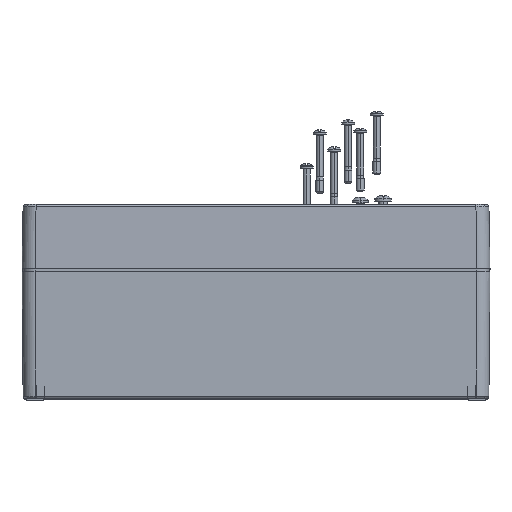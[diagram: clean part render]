
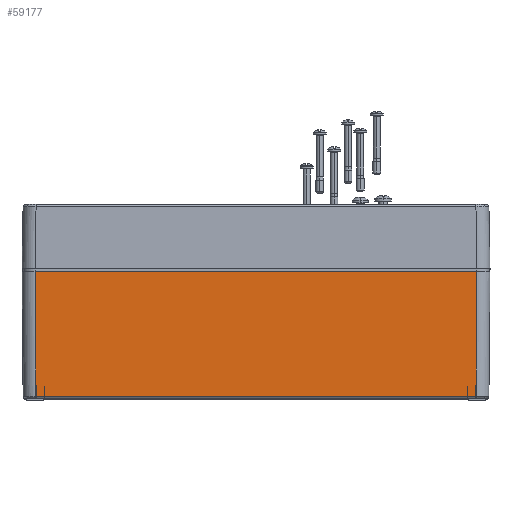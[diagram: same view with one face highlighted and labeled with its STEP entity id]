
A CAD part, top view. The second image highlights one B-rep face of the part: STEP entity #59177.
In plain terms, the highlighted planar face has unit normal (0, -0.008, 1).
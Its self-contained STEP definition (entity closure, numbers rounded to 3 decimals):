
#16034 = VERTEX_POINT ( 'NONE', #23243 ) ;
#23243 = CARTESIAN_POINT ( 'NONE',  ( -169.155, -100.017, 99.155 ) ) ;
#58924 = VERTEX_POINT ( 'NONE', #62752 ) ;
#58927 = EDGE_CURVE ( 'NONE', #58924, #58928, #62872, .T. ) ;
#58928 = VERTEX_POINT ( 'NONE', #62866 ) ;
#59177 = ADVANCED_FACE ( 'NONE', ( #64322 ), #64320, .T. ) ;
#59179 = EDGE_LOOP ( 'NONE', ( #59291, #59296, #59299, #59302 ) ) ;
#59291 = ORIENTED_EDGE ( 'NONE', *, *, #59293, .T. ) ;
#59293 = EDGE_CURVE ( 'NONE', #58924, #16034, #64603, .T. ) ;
#59296 = ORIENTED_EDGE ( 'NONE', *, *, #59297, .T. ) ;
#59297 = EDGE_CURVE ( 'NONE', #16034, #59298, #64593, .T. ) ;
#59298 = VERTEX_POINT ( 'NONE', #64585 ) ;
#59299 = ORIENTED_EDGE ( 'NONE', *, *, #59300, .T. ) ;
#59300 = EDGE_CURVE ( 'NONE', #59298, #58928, #64729, .T. ) ;
#59302 = ORIENTED_EDGE ( 'NONE', *, *, #58927, .F. ) ;
#62752 = CARTESIAN_POINT ( 'NONE',  ( -169.967, -4., 99.966 ) ) ;
#62866 = CARTESIAN_POINT ( 'NONE',  ( 169.967, -4., 99.966 ) ) ;
#62867 = DIRECTION ( 'NONE',  ( 1., 0., 0. ) ) ;
#62869 = VECTOR ( 'NONE', #62867, 1000. ) ;
#62871 = CARTESIAN_POINT ( 'NONE',  ( -180., -4., 99.966 ) ) ;
#62872 = LINE ( 'NONE', #62871, #62869 ) ;
#64311 = DIRECTION ( 'NONE',  ( 0., -1., -0.008 ) ) ;
#64313 = DIRECTION ( 'NONE',  ( 0., -0.008, 1. ) ) ;
#64315 = AXIS2_PLACEMENT_3D ( 'NONE', #64319, #64313, #64311 ) ;
#64319 = CARTESIAN_POINT ( 'NONE',  ( -180., 0., 100. ) ) ;
#64320 = PLANE ( 'NONE',  #64315 ) ;
#64322 = FACE_OUTER_BOUND ( 'NONE', #59179, .T. ) ;
#64585 = CARTESIAN_POINT ( 'NONE',  ( 169.155, -100.017, 99.155 ) ) ;
#64587 = DIRECTION ( 'NONE',  ( 1., 0., 0. ) ) ;
#64589 = VECTOR ( 'NONE', #64587, 1000. ) ;
#64591 = CARTESIAN_POINT ( 'NONE',  ( -180., -100.017, 99.155 ) ) ;
#64593 = LINE ( 'NONE', #64591, #64589 ) ;
#64597 = DIRECTION ( 'NONE',  ( 0.008, -1., -0.008 ) ) ;
#64599 = VECTOR ( 'NONE', #64597, 1000. ) ;
#64601 = CARTESIAN_POINT ( 'NONE',  ( -170.001, 0.084, 100.001 ) ) ;
#64603 = LINE ( 'NONE', #64601, #64599 ) ;
#64724 = DIRECTION ( 'NONE',  ( 0.008, 1., 0.008 ) ) ;
#64725 = VECTOR ( 'NONE', #64724, 1000. ) ;
#64727 = CARTESIAN_POINT ( 'NONE',  ( 169.975, -2.956, 99.975 ) ) ;
#64729 = LINE ( 'NONE', #64727, #64725 ) ;
